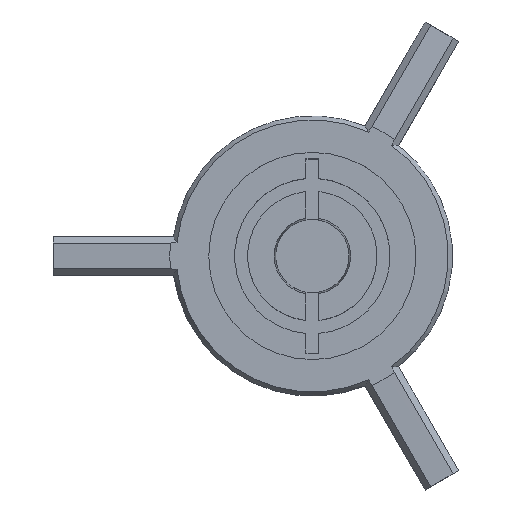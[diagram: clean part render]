
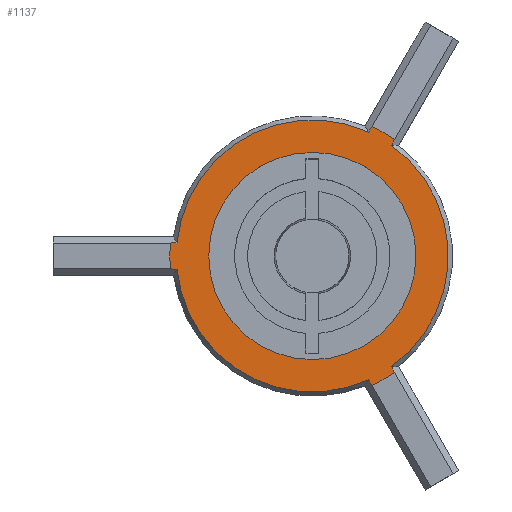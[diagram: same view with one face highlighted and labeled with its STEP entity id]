
A CAD part, top view. The second image highlights one B-rep face of the part: STEP entity #1137.
In plain terms, the highlighted planar face has unit normal (0, 0, 1).
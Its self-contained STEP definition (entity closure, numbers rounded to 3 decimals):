
#31=FACE_BOUND('',#343,.T.);
#220=PLANE('',#1250);
#274=FACE_OUTER_BOUND('',#342,.T.);
#342=EDGE_LOOP('',(#959,#960,#961,#962,#963,#964,#965,#966,#967,#968,#969,
#970));
#343=EDGE_LOOP('',(#971));
#395=B_SPLINE_CURVE_WITH_KNOTS('',3,(#2008,#2009,#2010,#2011),
 .UNSPECIFIED.,.F.,.F.,(4,4),(0.314,0.364),
 .UNSPECIFIED.);
#400=B_SPLINE_CURVE_WITH_KNOTS('',3,(#2115,#2116,#2117,#2118),
 .UNSPECIFIED.,.F.,.F.,(4,4),(0.,0.051),.UNSPECIFIED.);
#403=B_SPLINE_CURVE_WITH_KNOTS('',3,(#2201,#2202,#2203,#2204),
 .UNSPECIFIED.,.F.,.F.,(4,4),(0.,0.051),.UNSPECIFIED.);
#404=B_SPLINE_CURVE_WITH_KNOTS('',3,(#2208,#2209,#2210,#2211),
 .UNSPECIFIED.,.F.,.F.,(4,4),(0.314,0.364),
 .UNSPECIFIED.);
#405=B_SPLINE_CURVE_WITH_KNOTS('',3,(#2212,#2213,#2214,#2215),
 .UNSPECIFIED.,.F.,.F.,(4,4),(0.,0.051),.UNSPECIFIED.);
#406=B_SPLINE_CURVE_WITH_KNOTS('',3,(#2216,#2217,#2218,#2219),
 .UNSPECIFIED.,.F.,.F.,(4,4),(0.314,0.364),
 .UNSPECIFIED.);
#435=CIRCLE('',#1237,8.);
#436=CIRCLE('',#1239,11.);
#437=CIRCLE('',#1241,10.5);
#438=CIRCLE('',#1243,10.5);
#440=CIRCLE('',#1246,10.5);
#441=CIRCLE('',#1249,11.);
#442=CIRCLE('',#1251,11.);
#532=VERTEX_POINT('',#1877);
#533=VERTEX_POINT('',#1881);
#534=VERTEX_POINT('',#1892);
#535=VERTEX_POINT('',#1905);
#536=VERTEX_POINT('',#1910);
#537=VERTEX_POINT('',#1917);
#538=VERTEX_POINT('',#1922);
#541=VERTEX_POINT('',#1932);
#542=VERTEX_POINT('',#1937);
#543=VERTEX_POINT('',#2007);
#546=VERTEX_POINT('',#2039);
#548=VERTEX_POINT('',#2190);
#549=VERTEX_POINT('',#2206);
#676=EDGE_CURVE('',#532,#532,#435,.T.);
#678=EDGE_CURVE('',#534,#533,#436,.T.);
#681=EDGE_CURVE('',#535,#536,#437,.T.);
#684=EDGE_CURVE('',#537,#538,#438,.T.);
#688=EDGE_CURVE('',#541,#542,#440,.T.);
#690=EDGE_CURVE('',#536,#543,#395,.T.);
#696=EDGE_CURVE('',#546,#543,#441,.T.);
#697=EDGE_CURVE('',#546,#537,#400,.T.);
#700=EDGE_CURVE('',#548,#535,#403,.T.);
#701=EDGE_CURVE('',#548,#549,#442,.T.);
#702=EDGE_CURVE('',#542,#549,#404,.T.);
#703=EDGE_CURVE('',#534,#541,#405,.T.);
#704=EDGE_CURVE('',#538,#533,#406,.T.);
#959=ORIENTED_EDGE('',*,*,#684,.F.);
#960=ORIENTED_EDGE('',*,*,#697,.F.);
#961=ORIENTED_EDGE('',*,*,#696,.T.);
#962=ORIENTED_EDGE('',*,*,#690,.F.);
#963=ORIENTED_EDGE('',*,*,#681,.F.);
#964=ORIENTED_EDGE('',*,*,#700,.F.);
#965=ORIENTED_EDGE('',*,*,#701,.T.);
#966=ORIENTED_EDGE('',*,*,#702,.F.);
#967=ORIENTED_EDGE('',*,*,#688,.F.);
#968=ORIENTED_EDGE('',*,*,#703,.F.);
#969=ORIENTED_EDGE('',*,*,#678,.T.);
#970=ORIENTED_EDGE('',*,*,#704,.F.);
#971=ORIENTED_EDGE('',*,*,#676,.F.);
#1137=ADVANCED_FACE('',(#274,#31),#220,.T.);
#1237=AXIS2_PLACEMENT_3D('',#1879,#1453,#1454);
#1239=AXIS2_PLACEMENT_3D('',#1893,#1457,#1458);
#1241=AXIS2_PLACEMENT_3D('',#1911,#1461,#1462);
#1243=AXIS2_PLACEMENT_3D('',#1923,#1465,#1466);
#1246=AXIS2_PLACEMENT_3D('',#1938,#1471,#1472);
#1249=AXIS2_PLACEMENT_3D('',#2050,#1477,#1478);
#1250=AXIS2_PLACEMENT_3D('',#2205,#1479,#1480);
#1251=AXIS2_PLACEMENT_3D('',#2207,#1481,#1482);
#1453=DIRECTION('center_axis',(0.,0.,1.));
#1454=DIRECTION('ref_axis',(-1.,0.,0.));
#1457=DIRECTION('center_axis',(0.,0.,1.));
#1458=DIRECTION('ref_axis',(-1.,0.,0.));
#1461=DIRECTION('center_axis',(0.,0.,-1.));
#1462=DIRECTION('ref_axis',(-1.,0.,0.));
#1465=DIRECTION('center_axis',(0.,0.,-1.));
#1466=DIRECTION('ref_axis',(1.,0.,0.));
#1471=DIRECTION('center_axis',(0.,0.,-1.));
#1472=DIRECTION('ref_axis',(-1.,0.,0.));
#1477=DIRECTION('center_axis',(0.,0.,1.));
#1478=DIRECTION('ref_axis',(-1.,0.,0.));
#1479=DIRECTION('center_axis',(0.,0.,1.));
#1480=DIRECTION('ref_axis',(1.,0.,0.));
#1481=DIRECTION('center_axis',(0.,0.,1.));
#1482=DIRECTION('ref_axis',(-1.,0.,0.));
#1877=CARTESIAN_POINT('',(8.,0.,9.));
#1879=CARTESIAN_POINT('Origin',(0.,0.,9.));
#1881=CARTESIAN_POINT('',(6.343,-8.987,9.));
#1892=CARTESIAN_POINT('',(4.611,-9.987,9.));
#1893=CARTESIAN_POINT('Origin',(0.,0.,9.));
#1905=CARTESIAN_POINT('',(-10.45,1.028,9.));
#1910=CARTESIAN_POINT('',(4.335,9.563,9.));
#1911=CARTESIAN_POINT('Origin',(0.,0.,9.));
#1917=CARTESIAN_POINT('',(6.115,8.536,9.));
#1922=CARTESIAN_POINT('',(6.115,-8.536,9.));
#1923=CARTESIAN_POINT('Origin',(0.,0.,9.));
#1932=CARTESIAN_POINT('',(4.335,-9.563,9.));
#1937=CARTESIAN_POINT('',(-10.45,-1.028,9.));
#1938=CARTESIAN_POINT('Origin',(0.,0.,9.));
#2007=CARTESIAN_POINT('',(4.611,9.987,9.));
#2008=CARTESIAN_POINT('Ctrl Pts',(4.335,9.563,9.));
#2009=CARTESIAN_POINT('Ctrl Pts',(4.427,9.704,9.));
#2010=CARTESIAN_POINT('Ctrl Pts',(4.519,9.845,9.));
#2011=CARTESIAN_POINT('Ctrl Pts',(4.611,9.987,9.));
#2039=CARTESIAN_POINT('',(6.343,8.987,9.));
#2050=CARTESIAN_POINT('Origin',(0.,0.,9.));
#2115=CARTESIAN_POINT('Ctrl Pts',(6.343,8.987,9.));
#2116=CARTESIAN_POINT('Ctrl Pts',(6.267,8.836,9.));
#2117=CARTESIAN_POINT('Ctrl Pts',(6.191,8.686,9.));
#2118=CARTESIAN_POINT('Ctrl Pts',(6.115,8.536,9.));
#2190=CARTESIAN_POINT('',(-10.954,1.,9.));
#2201=CARTESIAN_POINT('Ctrl Pts',(-10.954,1.,9.));
#2202=CARTESIAN_POINT('Ctrl Pts',(-10.786,1.009,9.));
#2203=CARTESIAN_POINT('Ctrl Pts',(-10.617,1.018,9.));
#2204=CARTESIAN_POINT('Ctrl Pts',(-10.45,1.028,9.));
#2205=CARTESIAN_POINT('Origin',(-11.,0.,9.));
#2206=CARTESIAN_POINT('',(-10.954,-1.,9.));
#2207=CARTESIAN_POINT('Origin',(0.,0.,9.));
#2208=CARTESIAN_POINT('Ctrl Pts',(-10.45,-1.028,9.));
#2209=CARTESIAN_POINT('Ctrl Pts',(-10.617,-1.018,9.));
#2210=CARTESIAN_POINT('Ctrl Pts',(-10.786,-1.009,9.));
#2211=CARTESIAN_POINT('Ctrl Pts',(-10.954,-1.,9.));
#2212=CARTESIAN_POINT('Ctrl Pts',(4.611,-9.987,9.));
#2213=CARTESIAN_POINT('Ctrl Pts',(4.519,-9.845,9.));
#2214=CARTESIAN_POINT('Ctrl Pts',(4.427,-9.704,9.));
#2215=CARTESIAN_POINT('Ctrl Pts',(4.335,-9.563,9.));
#2216=CARTESIAN_POINT('Ctrl Pts',(6.115,-8.536,9.));
#2217=CARTESIAN_POINT('Ctrl Pts',(6.191,-8.686,9.));
#2218=CARTESIAN_POINT('Ctrl Pts',(6.267,-8.836,9.));
#2219=CARTESIAN_POINT('Ctrl Pts',(6.343,-8.987,9.));
